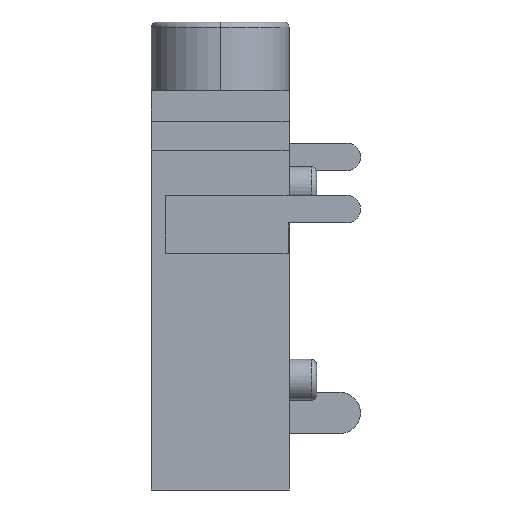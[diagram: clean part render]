
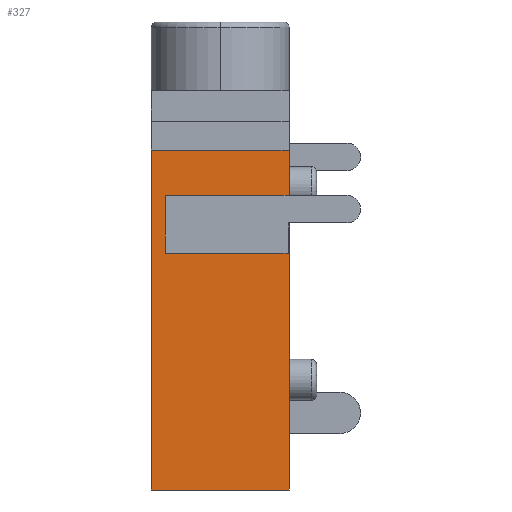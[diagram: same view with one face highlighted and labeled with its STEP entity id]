
A CAD part, left-side view. The second image highlights one B-rep face of the part: STEP entity #327.
In plain terms, the highlighted planar face has unit normal (-1, 0, 0).
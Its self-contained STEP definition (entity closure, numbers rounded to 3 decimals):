
#80 = EDGE_CURVE ( 'NONE', #834, #841, #1389, .T. ) ;
#85 = EDGE_CURVE ( 'NONE', #841, #824, #1397, .T. ) ;
#87 = EDGE_CURVE ( 'NONE', #839, #819, #1388, .T. ) ;
#90 = EDGE_CURVE ( 'NONE', #834, #813, #1407, .T. ) ;
#113 = EDGE_CURVE ( 'NONE', #824, #833, #1442, .T. ) ;
#125 = EDGE_CURVE ( 'NONE', #836, #839, #1467, .T. ) ;
#140 = EDGE_CURVE ( 'NONE', #813, #819, #1487, .T. ) ;
#152 = EDGE_CURVE ( 'NONE', #836, #833, #1513, .T. ) ;
#189 = ORIENTED_EDGE ( 'NONE', *, *, #140, .F. ) ;
#190 = ORIENTED_EDGE ( 'NONE', *, *, #87, .T. ) ;
#191 = ORIENTED_EDGE ( 'NONE', *, *, #125, .T. ) ;
#192 = ORIENTED_EDGE ( 'NONE', *, *, #152, .F. ) ;
#193 = ORIENTED_EDGE ( 'NONE', *, *, #113, .T. ) ;
#327 = ADVANCED_FACE ( 'NONE', ( #2734 ), #2335, .T. ) ;
#373 = ORIENTED_EDGE ( 'NONE', *, *, #85, .T. ) ;
#374 = ORIENTED_EDGE ( 'NONE', *, *, #90, .F. ) ;
#375 = ORIENTED_EDGE ( 'NONE', *, *, #80, .T. ) ;
#496 = EDGE_LOOP ( 'NONE', ( #193, #192, #191, #190, #189, #374, #375, #373 ) ) ;
#813 = VERTEX_POINT ( 'NONE', #3136 ) ;
#819 = VERTEX_POINT ( 'NONE', #3142 ) ;
#824 = VERTEX_POINT ( 'NONE', #3147 ) ;
#833 = VERTEX_POINT ( 'NONE', #3156 ) ;
#834 = VERTEX_POINT ( 'NONE', #3157 ) ;
#836 = VERTEX_POINT ( 'NONE', #3159 ) ;
#839 = VERTEX_POINT ( 'NONE', #3162 ) ;
#841 = VERTEX_POINT ( 'NONE', #3164 ) ;
#1260 = CARTESIAN_POINT ( 'NONE',  ( -3., 4.5, -3.8 ) ) ;
#1272 = CARTESIAN_POINT ( 'NONE',  ( -3., 0., -14.5 ) ) ;
#1274 = DIRECTION ( 'NONE',  ( 0., -1., 0. ) ) ;
#1283 = CARTESIAN_POINT ( 'NONE',  ( -3., 0., -14.5 ) ) ;
#1284 = DIRECTION ( 'NONE',  ( 0., 0., 1. ) ) ;
#1288 = DIRECTION ( 'NONE',  ( 0., 0., 1. ) ) ;
#1293 = CARTESIAN_POINT ( 'NONE',  ( -3., 4.5, -3.8 ) ) ;
#1295 = DIRECTION ( 'NONE',  ( 0., 0., -1. ) ) ;
#1344 = CARTESIAN_POINT ( 'NONE',  ( -3., -2.601, -2.15 ) ) ;
#1350 = DIRECTION ( 'NONE',  ( 0., 1., 0. ) ) ;
#1372 = CARTESIAN_POINT ( 'NONE',  ( -3., 5., -14.5 ) ) ;
#1373 = DIRECTION ( 'NONE',  ( 0., -1., 0. ) ) ;
#1388 = LINE ( 'NONE', #1272, #1404 ) ;
#1389 = LINE ( 'NONE', #1260, #1390 ) ;
#1390 = VECTOR ( 'NONE', #1274, 1000. ) ;
#1397 = LINE ( 'NONE', #1283, #1400 ) ;
#1400 = VECTOR ( 'NONE', #1284, 1000. ) ;
#1404 = VECTOR ( 'NONE', #1288, 1000. ) ;
#1407 = LINE ( 'NONE', #1293, #1410 ) ;
#1410 = VECTOR ( 'NONE', #1295, 1000. ) ;
#1442 = LINE ( 'NONE', #1344, #1446 ) ;
#1446 = VECTOR ( 'NONE', #1350, 1000. ) ;
#1467 = LINE ( 'NONE', #1372, #1470 ) ;
#1470 = VECTOR ( 'NONE', #1373, 1000. ) ;
#1487 = LINE ( 'NONE', #1549, #1495 ) ;
#1495 = VECTOR ( 'NONE', #1555, 1000. ) ;
#1513 = LINE ( 'NONE', #1577, #1515 ) ;
#1515 = VECTOR ( 'NONE', #1576, 1000. ) ;
#1549 = CARTESIAN_POINT ( 'NONE',  ( -3., 4.5, -5.9 ) ) ;
#1555 = DIRECTION ( 'NONE',  ( 0., -1., 0. ) ) ;
#1576 = DIRECTION ( 'NONE',  ( 0., 0., 1. ) ) ;
#1577 = CARTESIAN_POINT ( 'NONE',  ( -3., 5., -14.5 ) ) ;
#1941 = AXIS2_PLACEMENT_3D ( 'NONE', #2343, #2344, #2345 ) ;
#2335 = PLANE ( 'NONE',  #1941 ) ;
#2343 = CARTESIAN_POINT ( 'NONE',  ( -3., 5., -14.5 ) ) ;
#2344 = DIRECTION ( 'NONE',  ( -1., 0., 0. ) ) ;
#2345 = DIRECTION ( 'NONE',  ( 0., 0., 1. ) ) ;
#2734 = FACE_OUTER_BOUND ( 'NONE', #496, .T. ) ;
#3136 = CARTESIAN_POINT ( 'NONE',  ( -3., 4.5, -5.9 ) ) ;
#3142 = CARTESIAN_POINT ( 'NONE',  ( -3., 0., -5.9 ) ) ;
#3147 = CARTESIAN_POINT ( 'NONE',  ( -3., 0., -2.15 ) ) ;
#3156 = CARTESIAN_POINT ( 'NONE',  ( -3., 5., -2.15 ) ) ;
#3157 = CARTESIAN_POINT ( 'NONE',  ( -3., 4.5, -3.8 ) ) ;
#3159 = CARTESIAN_POINT ( 'NONE',  ( -3., 5., -14.5 ) ) ;
#3162 = CARTESIAN_POINT ( 'NONE',  ( -3., 0., -14.5 ) ) ;
#3164 = CARTESIAN_POINT ( 'NONE',  ( -3., 0., -3.8 ) ) ;
